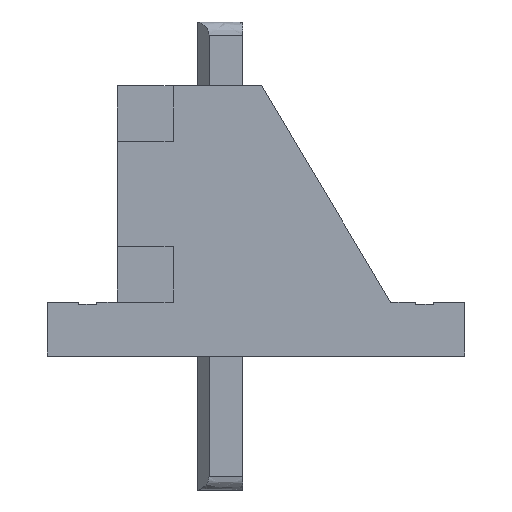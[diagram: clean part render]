
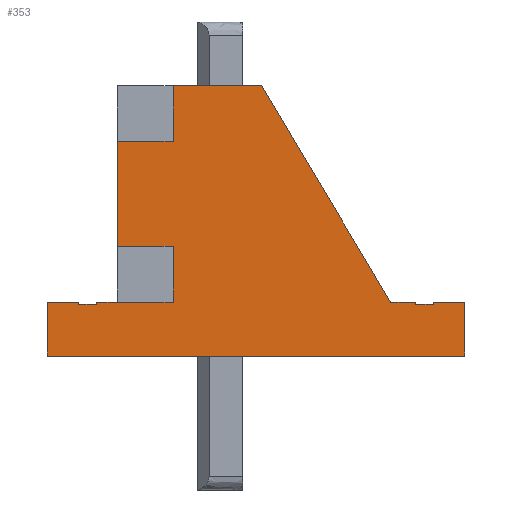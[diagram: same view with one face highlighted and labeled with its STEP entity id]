
A CAD part, left-side view. The second image highlights one B-rep face of the part: STEP entity #353.
In plain terms, the highlighted planar face has unit normal (-1, 0, 0).
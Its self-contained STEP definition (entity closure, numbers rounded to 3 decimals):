
#13=B_SPLINE_CURVE_WITH_KNOTS('',1,(#6312,#6313),.UNSPECIFIED.,.F.,.F.,
(2,2),(0.,12.),.UNSPECIFIED.);
#17=B_SPLINE_CURVE_WITH_KNOTS('',1,(#6320,#6321),.UNSPECIFIED.,.F.,.F.,
(2,2),(0.,12.),.UNSPECIFIED.);
#18=B_SPLINE_CURVE_WITH_KNOTS('',1,(#6322,#6323),.UNSPECIFIED.,.F.,.F.,
(2,2),(18.,24.),.UNSPECIFIED.);
#21=B_SPLINE_CURVE_WITH_KNOTS('',1,(#6328,#6329),.UNSPECIFIED.,.F.,.F.,
(2,2),(0.,48.18),.UNSPECIFIED.);
#22=B_SPLINE_CURVE_WITH_KNOTS('',1,(#6330,#6331),.UNSPECIFIED.,.F.,.F.,
(2,2),(-22.718,-17.218),.UNSPECIFIED.);
#26=B_SPLINE_CURVE_WITH_KNOTS('',1,(#6338,#6339),.UNSPECIFIED.,.F.,.F.,
(2,2),(6.218,13.218),.UNSPECIFIED.);
#28=B_SPLINE_CURVE_WITH_KNOTS('',1,(#6342,#6343),.UNSPECIFIED.,.F.,.F.,
(2,2),(-0.5,0.),.UNSPECIFIED.);
#29=B_SPLINE_CURVE_WITH_KNOTS('',1,(#6344,#6345),.UNSPECIFIED.,.F.,.F.,
(2,2),(0.,0.5),.UNSPECIFIED.);
#30=B_SPLINE_CURVE_WITH_KNOTS('',1,(#6346,#6347),.UNSPECIFIED.,.F.,.F.,
(2,2),(0.,4.),.UNSPECIFIED.);
#37=B_SPLINE_CURVE_WITH_KNOTS('',1,(#6360,#6361),.UNSPECIFIED.,.F.,.F.,
(2,2),(17.218,22.718),.UNSPECIFIED.);
#40=B_SPLINE_CURVE_WITH_KNOTS('',1,(#6366,#6367),.UNSPECIFIED.,.F.,.F.,
(2,2),(-0.5,0.),.UNSPECIFIED.);
#41=B_SPLINE_CURVE_WITH_KNOTS('',1,(#6368,#6369),.UNSPECIFIED.,.F.,.F.,
(2,2),(0.,0.5),.UNSPECIFIED.);
#42=B_SPLINE_CURVE_WITH_KNOTS('',1,(#6370,#6371),.UNSPECIFIED.,.F.,.F.,
(2,2),(-4.,0.),.UNSPECIFIED.);
#49=B_SPLINE_CURVE_WITH_KNOTS('',1,(#6384,#6385),.UNSPECIFIED.,.F.,.F.,
(2,2),(-13.218,-6.218),.UNSPECIFIED.);
#52=B_SPLINE_CURVE_WITH_KNOTS('',1,(#6390,#6391),.UNSPECIFIED.,.F.,.F.,
(2,2),(-11.217,17.851),.UNSPECIFIED.);
#72=B_SPLINE_CURVE_WITH_KNOTS('',1,(#6430,#6431),.UNSPECIFIED.,.F.,.F.,
(2,2),(0.,20.),.UNSPECIFIED.);
#74=B_SPLINE_CURVE_WITH_KNOTS('',1,(#6434,#6435),.UNSPECIFIED.,.F.,.F.,
(2,2),(37.2,49.6),.UNSPECIFIED.);
#78=B_SPLINE_CURVE_WITH_KNOTS('',1,(#6442,#6443,#6444),.UNSPECIFIED.,.F.,
 .F.,(2,1,2),(-35.78,-28.09,-12.4),.UNSPECIFIED.);
#81=B_SPLINE_CURVE_WITH_KNOTS('',1,(#6449,#6450),.UNSPECIFIED.,.F.,.F.,
(2,2),(0.,20.),.UNSPECIFIED.);
#84=B_SPLINE_CURVE_WITH_KNOTS('',1,(#6455,#6456),.UNSPECIFIED.,.F.,.F.,
(2,2),(37.2,49.6),.UNSPECIFIED.);
#85=B_SPLINE_CURVE_WITH_KNOTS('',1,(#6457,#6458),.UNSPECIFIED.,.F.,.F.,
(2,2),(37.2,49.6),.UNSPECIFIED.);
#353=ADVANCED_FACE('',(#605),#4249,.T.);
#605=FACE_OUTER_BOUND('',#860,.T.);
#860=EDGE_LOOP('',(#1244,#1245,#1246,#1247,#1248,#1249,#1250,#1251,#1252,
#1253,#1254,#1255,#1256,#1257,#1258,#1259,#1260,#1261,#1262,#1263,#1264));
#1244=ORIENTED_EDGE('',*,*,#2632,.F.);
#1245=ORIENTED_EDGE('',*,*,#2635,.F.);
#1246=ORIENTED_EDGE('',*,*,#2588,.F.);
#1247=ORIENTED_EDGE('',*,*,#2579,.T.);
#1248=ORIENTED_EDGE('',*,*,#2581,.F.);
#1249=ORIENTED_EDGE('',*,*,#2580,.T.);
#1250=ORIENTED_EDGE('',*,*,#2577,.F.);
#1251=ORIENTED_EDGE('',*,*,#2568,.F.);
#1252=ORIENTED_EDGE('',*,*,#2569,.T.);
#1253=ORIENTED_EDGE('',*,*,#2564,.T.);
#1254=ORIENTED_EDGE('',*,*,#2600,.F.);
#1255=ORIENTED_EDGE('',*,*,#2591,.T.);
#1256=ORIENTED_EDGE('',*,*,#2593,.F.);
#1257=ORIENTED_EDGE('',*,*,#2592,.T.);
#1258=ORIENTED_EDGE('',*,*,#2573,.F.);
#1259=ORIENTED_EDGE('',*,*,#2572,.T.);
#1260=ORIENTED_EDGE('',*,*,#2603,.T.);
#1261=ORIENTED_EDGE('',*,*,#2623,.F.);
#1262=ORIENTED_EDGE('',*,*,#2625,.F.);
#1263=ORIENTED_EDGE('',*,*,#2629,.T.);
#1264=ORIENTED_EDGE('',*,*,#2636,.T.);
#2564=EDGE_CURVE('',#3762,#3766,#13,.T.);
#2568=EDGE_CURVE('',#3765,#3772,#17,.T.);
#2569=EDGE_CURVE('',#3765,#3762,#18,.T.);
#2572=EDGE_CURVE('',#3769,#3790,#21,.T.);
#2573=EDGE_CURVE('',#3769,#3785,#22,.T.);
#2577=EDGE_CURVE('',#3772,#3777,#26,.T.);
#2579=EDGE_CURVE('',#3774,#3775,#28,.T.);
#2580=EDGE_CURVE('',#3776,#3777,#29,.T.);
#2581=EDGE_CURVE('',#3776,#3775,#30,.T.);
#2588=EDGE_CURVE('',#3774,#3773,#37,.T.);
#2591=EDGE_CURVE('',#3782,#3783,#40,.T.);
#2592=EDGE_CURVE('',#3784,#3785,#41,.T.);
#2593=EDGE_CURVE('',#3784,#3783,#42,.T.);
#2600=EDGE_CURVE('',#3782,#3766,#49,.T.);
#2603=EDGE_CURVE('',#3790,#3802,#52,.T.);
#2623=EDGE_CURVE('',#3806,#3802,#72,.T.);
#2625=EDGE_CURVE('',#3807,#3806,#74,.T.);
#2629=EDGE_CURVE('',#3807,#3813,#78,.T.);
#2632=EDGE_CURVE('',#3812,#3811,#81,.T.);
#2635=EDGE_CURVE('',#3773,#3812,#84,.T.);
#2636=EDGE_CURVE('',#3813,#3811,#85,.T.);
#3762=VERTEX_POINT('',#6256);
#3765=VERTEX_POINT('',#6259);
#3766=VERTEX_POINT('',#6260);
#3769=VERTEX_POINT('',#6263);
#3772=VERTEX_POINT('',#6266);
#3773=VERTEX_POINT('',#6267);
#3774=VERTEX_POINT('',#6268);
#3775=VERTEX_POINT('',#6269);
#3776=VERTEX_POINT('',#6270);
#3777=VERTEX_POINT('',#6271);
#3782=VERTEX_POINT('',#6276);
#3783=VERTEX_POINT('',#6277);
#3784=VERTEX_POINT('',#6278);
#3785=VERTEX_POINT('',#6279);
#3790=VERTEX_POINT('',#6284);
#3802=VERTEX_POINT('',#6296);
#3806=VERTEX_POINT('',#6300);
#3807=VERTEX_POINT('',#6301);
#3811=VERTEX_POINT('',#6305);
#3812=VERTEX_POINT('',#6306);
#3813=VERTEX_POINT('',#6307);
#4249=PLANE('',#4520);
#4520=AXIS2_PLACEMENT_3D('',#6248,#4610,$);
#4610=DIRECTION('',(-1.,0.,0.));
#6248=CARTESIAN_POINT('',(-42.9,64.5,0.));
#6256=CARTESIAN_POINT('',(-42.9,-28.5,0.));
#6259=CARTESIAN_POINT('',(-42.9,64.5,0.));
#6260=CARTESIAN_POINT('',(-42.9,-28.5,12.));
#6263=CARTESIAN_POINT('',(-42.9,-12.,12.));
#6266=CARTESIAN_POINT('',(-42.9,64.5,12.));
#6267=CARTESIAN_POINT('',(-42.9,48.853,12.));
#6268=CARTESIAN_POINT('',(-42.9,53.5,12.));
#6269=CARTESIAN_POINT('',(-42.9,53.5,11.5));
#6270=CARTESIAN_POINT('',(-42.9,57.5,11.5));
#6271=CARTESIAN_POINT('',(-42.9,57.5,12.));
#6276=CARTESIAN_POINT('',(-42.9,-21.5,12.));
#6277=CARTESIAN_POINT('',(-42.9,-21.5,11.5));
#6278=CARTESIAN_POINT('',(-42.9,-17.5,11.5));
#6279=CARTESIAN_POINT('',(-42.9,-17.5,12.));
#6284=CARTESIAN_POINT('',(-42.9,16.783,60.18));
#6296=CARTESIAN_POINT('',(-42.9,36.453,60.18));
#6300=CARTESIAN_POINT('',(-42.9,36.453,47.78));
#6301=CARTESIAN_POINT('',(-42.9,48.853,47.78));
#6305=CARTESIAN_POINT('',(-42.9,36.453,24.4));
#6306=CARTESIAN_POINT('',(-42.9,36.453,12.));
#6307=CARTESIAN_POINT('',(-42.9,48.853,24.4));
#6312=CARTESIAN_POINT('',(-42.9,-28.5,0.));
#6313=CARTESIAN_POINT('',(-42.9,-28.5,12.));
#6320=CARTESIAN_POINT('',(-42.9,64.5,0.));
#6321=CARTESIAN_POINT('',(-42.9,64.5,12.));
#6322=CARTESIAN_POINT('',(-42.9,64.5,0.));
#6323=CARTESIAN_POINT('',(-42.9,-28.5,0.));
#6328=CARTESIAN_POINT('',(-42.9,-12.,12.));
#6329=CARTESIAN_POINT('',(-42.9,16.783,60.18));
#6330=CARTESIAN_POINT('',(-42.9,-12.,12.));
#6331=CARTESIAN_POINT('',(-42.9,-17.5,12.));
#6338=CARTESIAN_POINT('',(-42.9,64.5,12.));
#6339=CARTESIAN_POINT('',(-42.9,57.5,12.));
#6342=CARTESIAN_POINT('',(-42.9,53.5,12.));
#6343=CARTESIAN_POINT('',(-42.9,53.5,11.5));
#6344=CARTESIAN_POINT('',(-42.9,57.5,11.5));
#6345=CARTESIAN_POINT('',(-42.9,57.5,12.));
#6346=CARTESIAN_POINT('',(-42.9,57.5,11.5));
#6347=CARTESIAN_POINT('',(-42.9,53.5,11.5));
#6360=CARTESIAN_POINT('',(-42.9,53.5,12.));
#6361=CARTESIAN_POINT('',(-42.9,48.853,12.));
#6366=CARTESIAN_POINT('',(-42.9,-21.5,12.));
#6367=CARTESIAN_POINT('',(-42.9,-21.5,11.5));
#6368=CARTESIAN_POINT('',(-42.9,-17.5,11.5));
#6369=CARTESIAN_POINT('',(-42.9,-17.5,12.));
#6370=CARTESIAN_POINT('',(-42.9,-17.5,11.5));
#6371=CARTESIAN_POINT('',(-42.9,-21.5,11.5));
#6384=CARTESIAN_POINT('',(-42.9,-21.5,12.));
#6385=CARTESIAN_POINT('',(-42.9,-28.5,12.));
#6390=CARTESIAN_POINT('',(-42.9,16.783,60.18));
#6391=CARTESIAN_POINT('',(-42.9,36.453,60.18));
#6430=CARTESIAN_POINT('',(-42.9,36.453,47.78));
#6431=CARTESIAN_POINT('',(-42.9,36.453,60.18));
#6434=CARTESIAN_POINT('',(-42.9,48.853,47.78));
#6435=CARTESIAN_POINT('',(-42.9,36.453,47.78));
#6442=CARTESIAN_POINT('',(-42.9,48.853,47.78));
#6443=CARTESIAN_POINT('',(-42.9,48.853,40.09));
#6444=CARTESIAN_POINT('',(-42.9,48.853,24.4));
#6449=CARTESIAN_POINT('',(-42.9,36.453,12.));
#6450=CARTESIAN_POINT('',(-42.9,36.453,24.4));
#6455=CARTESIAN_POINT('',(-42.9,48.853,12.));
#6456=CARTESIAN_POINT('',(-42.9,36.453,12.));
#6457=CARTESIAN_POINT('',(-42.9,48.853,24.4));
#6458=CARTESIAN_POINT('',(-42.9,36.453,24.4));
